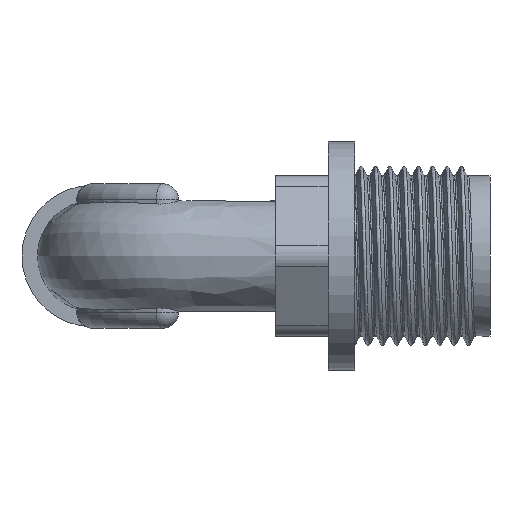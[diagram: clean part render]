
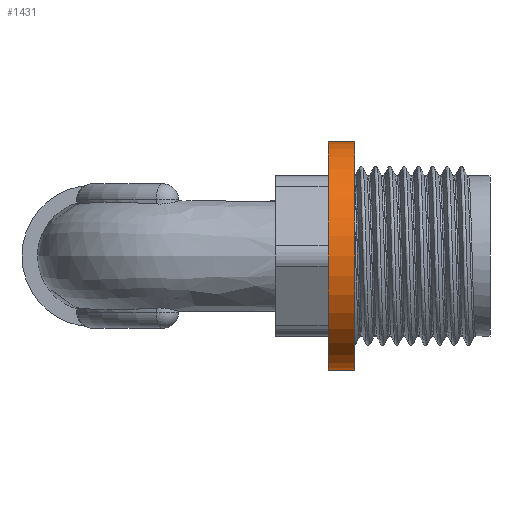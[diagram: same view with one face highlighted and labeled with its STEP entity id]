
A CAD part, left-side view. The second image highlights one B-rep face of the part: STEP entity #1431.
In plain terms, the highlighted cylindrical face has radius 10.65 mm (diameter 21.3 mm), a full revolution.
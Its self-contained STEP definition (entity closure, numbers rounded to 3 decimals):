
#136 = EDGE_CURVE ( 'NONE', #2418, #2418, #736, .T. ) ;
#736 = CIRCLE ( 'NONE', #738, 10.65 ) ;
#738 = AXIS2_PLACEMENT_3D ( 'NONE', #3893, #3894, #3895 ) ;
#1080 = CARTESIAN_POINT ( 'NONE',  ( 0., -21.95, 0. ) ) ;
#1081 = DIRECTION ( 'NONE',  ( 0., 1., 0. ) ) ;
#1082 = DIRECTION ( 'NONE',  ( 0., 0., 1. ) ) ;
#1431 = ADVANCED_FACE ( 'NONE', ( #4864, #4860 ), #4863, .T. ) ;
#2418 = VERTEX_POINT ( 'NONE', #2421 ) ;
#2421 = CARTESIAN_POINT ( 'NONE',  ( 0., -24.45, 10.65 ) ) ;
#2464 = VERTEX_POINT ( 'NONE', #2467 ) ;
#2467 = CARTESIAN_POINT ( 'NONE',  ( 0., -21.95, 10.65 ) ) ;
#3183 = EDGE_LOOP ( 'NONE', ( #3804 ) ) ;
#3215 = EDGE_LOOP ( 'NONE', ( #3805 ) ) ;
#3685 = EDGE_CURVE ( 'NONE', #2464, #2464, #5111, .T. ) ;
#3804 = ORIENTED_EDGE ( 'NONE', *, *, #3685, .F. ) ;
#3805 = ORIENTED_EDGE ( 'NONE', *, *, #136, .T. ) ;
#3893 = CARTESIAN_POINT ( 'NONE',  ( 0., -24.45, 0. ) ) ;
#3894 = DIRECTION ( 'NONE',  ( 0., 1., 0. ) ) ;
#3895 = DIRECTION ( 'NONE',  ( 0., 0., 1. ) ) ;
#4855 = DIRECTION ( 'NONE',  ( 0., 1., 0. ) ) ;
#4860 = FACE_OUTER_BOUND ( 'NONE', #3215, .T. ) ;
#4863 = CYLINDRICAL_SURFACE ( 'NONE', #5081, 10.65 ) ;
#4864 = FACE_OUTER_BOUND ( 'NONE', #3183, .T. ) ;
#4865 = CARTESIAN_POINT ( 'NONE',  ( 0., -37.05, 0. ) ) ;
#4867 = DIRECTION ( 'NONE',  ( 0., 0., 1. ) ) ;
#5081 = AXIS2_PLACEMENT_3D ( 'NONE', #4865, #4855, #4867 ) ;
#5100 = AXIS2_PLACEMENT_3D ( 'NONE', #1080, #1081, #1082 ) ;
#5111 = CIRCLE ( 'NONE', #5100, 10.65 ) ;
